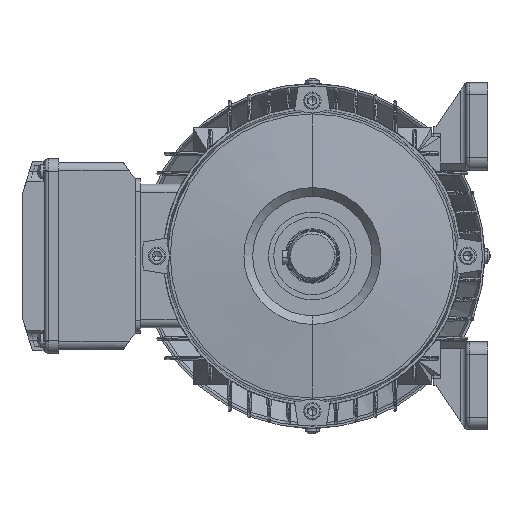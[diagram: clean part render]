
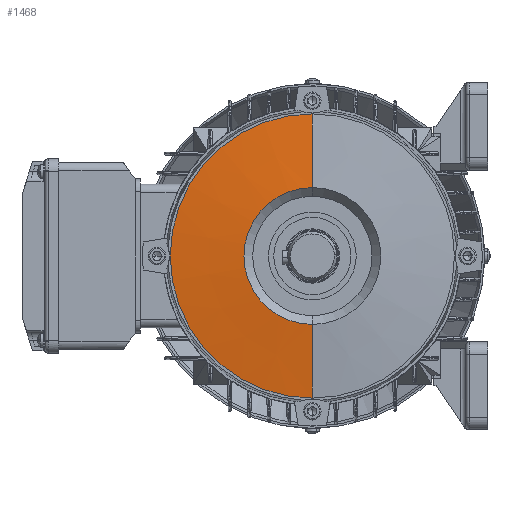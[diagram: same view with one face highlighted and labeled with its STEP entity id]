
A CAD part, left-side view. The second image highlights one B-rep face of the part: STEP entity #1468.
In plain terms, the highlighted conical face has half-angle 83.706 degrees and reference radius 81 mm.
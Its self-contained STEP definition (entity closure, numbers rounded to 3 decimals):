
#1456 = VERTEX_POINT ( 'NONE', #71470 ) ;
#1458 = EDGE_CURVE ( 'NONE', #1459, #1456, #71471, .T. ) ;
#1459 = VERTEX_POINT ( 'NONE', #71528 ) ;
#1468 = ADVANCED_FACE ( 'NONE', ( #71523 ), #71521, .T. ) ;
#1469 = EDGE_LOOP ( 'NONE', ( #1470, #1574, #1576, #1577 ) ) ;
#1470 = ORIENTED_EDGE ( 'NONE', *, *, #1471, .F. ) ;
#1471 = EDGE_CURVE ( 'NONE', #1473, #1476, #71522, .T. ) ;
#1473 = VERTEX_POINT ( 'NONE', #71512 ) ;
#1476 = VERTEX_POINT ( 'NONE', #71511 ) ;
#1574 = ORIENTED_EDGE ( 'NONE', *, *, #1575, .T. ) ;
#1575 = EDGE_CURVE ( 'NONE', #1473, #1459, #71646, .T. ) ;
#1576 = ORIENTED_EDGE ( 'NONE', *, *, #1458, .T. ) ;
#1577 = ORIENTED_EDGE ( 'NONE', *, *, #1579, .F. ) ;
#1579 = EDGE_CURVE ( 'NONE', #1476, #1456, #71642, .T. ) ;
#71470 = CARTESIAN_POINT ( 'NONE',  ( 4.633, 0., -81. ) ) ;
#71471 = CIRCLE ( 'NONE', #71532, 81. ) ;
#71511 = CARTESIAN_POINT ( 'NONE',  ( 0., 0., -39. ) ) ;
#71512 = CARTESIAN_POINT ( 'NONE',  ( 0., 0., 39. ) ) ;
#71513 = DIRECTION ( 'NONE',  ( 0., 0., 1. ) ) ;
#71514 = DIRECTION ( 'NONE',  ( -1., 0., 0. ) ) ;
#71515 = CARTESIAN_POINT ( 'NONE',  ( 0., 0., 0. ) ) ;
#71516 = AXIS2_PLACEMENT_3D ( 'NONE', #71515, #71514, #71513 ) ;
#71517 = DIRECTION ( 'NONE',  ( 0., 0., -1. ) ) ;
#71518 = DIRECTION ( 'NONE',  ( 1., 0., 0. ) ) ;
#71519 = CARTESIAN_POINT ( 'NONE',  ( 4.633, 0., 0. ) ) ;
#71520 = AXIS2_PLACEMENT_3D ( 'NONE', #71519, #71518, #71517 ) ;
#71521 = CONICAL_SURFACE ( 'NONE', #71520, 81., 1.461 ) ;
#71522 = CIRCLE ( 'NONE', #71516, 39. ) ;
#71523 = FACE_OUTER_BOUND ( 'NONE', #1469, .T. ) ;
#71528 = CARTESIAN_POINT ( 'NONE',  ( 4.633, 0., 81. ) ) ;
#71529 = DIRECTION ( 'NONE',  ( 0., 0., 1. ) ) ;
#71530 = DIRECTION ( 'NONE',  ( -1., 0., 0. ) ) ;
#71531 = CARTESIAN_POINT ( 'NONE',  ( 4.633, 0., 0. ) ) ;
#71532 = AXIS2_PLACEMENT_3D ( 'NONE', #71531, #71530, #71529 ) ;
#71639 = DIRECTION ( 'NONE',  ( 0.11, 0., -0.994 ) ) ;
#71640 = VECTOR ( 'NONE', #71639, 1000. ) ;
#71641 = CARTESIAN_POINT ( 'NONE',  ( 4.633, 0., -81. ) ) ;
#71642 = LINE ( 'NONE', #71641, #71640 ) ;
#71643 = DIRECTION ( 'NONE',  ( 0.11, 0., 0.994 ) ) ;
#71644 = VECTOR ( 'NONE', #71643, 1000. ) ;
#71645 = CARTESIAN_POINT ( 'NONE',  ( 4.633, 0., 81. ) ) ;
#71646 = LINE ( 'NONE', #71645, #71644 ) ;
